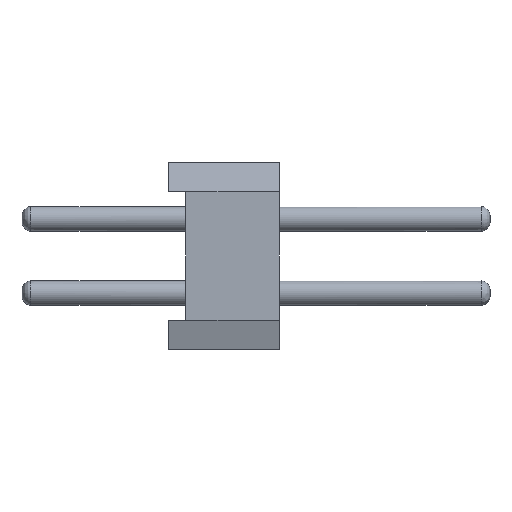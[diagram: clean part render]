
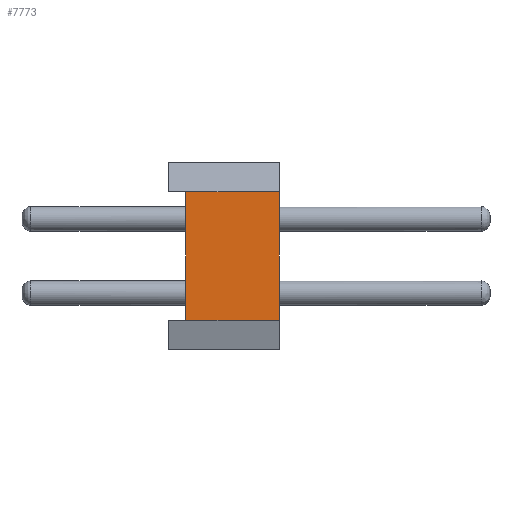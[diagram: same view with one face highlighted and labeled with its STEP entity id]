
A CAD part, front view. The second image highlights one B-rep face of the part: STEP entity #7773.
In plain terms, the highlighted planar face has unit normal (0, -1, 0).
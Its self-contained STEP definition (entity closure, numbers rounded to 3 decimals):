
#180=PLANE('',#8342);
#618=FACE_OUTER_BOUND('',#1056,.T.);
#1056=EDGE_LOOP('',(#6380,#6381,#6382,#6383));
#1817=LINE('',#12562,#2717);
#1945=LINE('',#12769,#2845);
#2024=LINE('',#12884,#2924);
#2026=LINE('',#12887,#2926);
#2717=VECTOR('',#9699,1.);
#2845=VECTOR('',#9829,1.);
#2924=VECTOR('',#9922,1.);
#2926=VECTOR('',#9926,1.);
#3795=VERTEX_POINT('',#12559);
#3796=VERTEX_POINT('',#12561);
#3873=VERTEX_POINT('',#12766);
#3874=VERTEX_POINT('',#12768);
#4621=EDGE_CURVE('',#3795,#3796,#1817,.T.);
#4749=EDGE_CURVE('',#3874,#3873,#1945,.T.);
#4828=EDGE_CURVE('',#3795,#3874,#2024,.T.);
#4830=EDGE_CURVE('',#3796,#3873,#2026,.T.);
#6380=ORIENTED_EDGE('',*,*,#4828,.T.);
#6381=ORIENTED_EDGE('',*,*,#4749,.T.);
#6382=ORIENTED_EDGE('',*,*,#4830,.F.);
#6383=ORIENTED_EDGE('',*,*,#4621,.F.);
#7773=ADVANCED_FACE('',(#618),#180,.F.);
#8342=AXIS2_PLACEMENT_3D('',#12919,#9968,#9969);
#9699=DIRECTION('',(0.,0.,-1.));
#9829=DIRECTION('',(0.,0.,-1.));
#9922=DIRECTION('',(-1.,0.,0.));
#9926=DIRECTION('',(-1.,0.,0.));
#9968=DIRECTION('center_axis',(0.,1.,0.));
#9969=DIRECTION('ref_axis',(0.,0.,-1.));
#12559=CARTESIAN_POINT('',(-25.516,-5.492,-17.288));
#12561=CARTESIAN_POINT('',(-25.516,-5.492,-19.488));
#12562=CARTESIAN_POINT('',(-25.516,-5.492,-16.788));
#12766=CARTESIAN_POINT('',(-27.116,-5.492,-19.488));
#12768=CARTESIAN_POINT('',(-27.116,-5.492,-17.288));
#12769=CARTESIAN_POINT('',(-27.116,-5.492,-16.788));
#12884=CARTESIAN_POINT('',(-25.516,-5.492,-17.288));
#12887=CARTESIAN_POINT('',(-25.516,-5.492,-19.488));
#12919=CARTESIAN_POINT('Origin',(-25.516,-5.492,-16.788));
